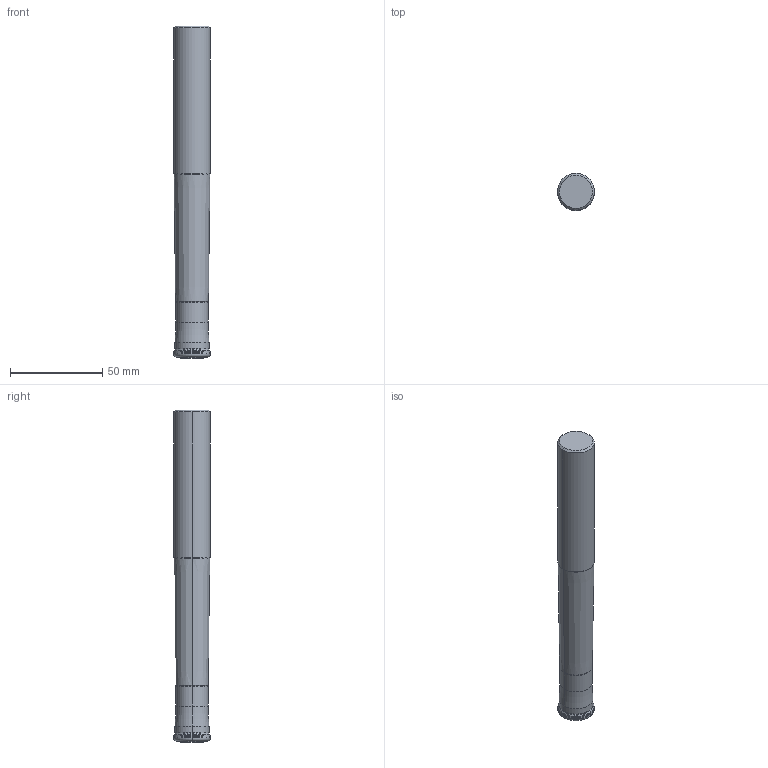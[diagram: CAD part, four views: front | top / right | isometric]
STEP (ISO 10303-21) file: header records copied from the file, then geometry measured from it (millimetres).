
FILE_DESCRIPTION(/* description */ (''),/* implementation_level */ '2;1');
FILE_NAME(/* name */ 'AJX06R203SA20L_MR1_5.stp',/* time_stamp */ '2021-09-08T11:50:01+09:00',/* author */ (''),/* organization */ (''),/* preprocessor_version */ 'ST-DEVELOPER v16',/* originating_system */ 'SIEMENS PLM Software NX 10.0',/* authorisation */ '');
FILE_SCHEMA (('AUTOMOTIVE_DESIGN { 1 0 10303 214 3 1 1 1 }'));
Length unit declared in the file: millimetre
Products named in the file (1): AJX06R203SA20L_MR1_5_ASM
Bounding box: 20 x 20 x 180 mm (x, y, z)
Volume: 52975.2 mm3; surface area: 12188.6 mm2
Topology: 2 solids, 2 shells, 94 faces, 230 edges, 172 vertices
Faces by surface type: torus 28, cone 26, revolution 20, bspline 8, cylinder 8, plane 4
Entity records: 3493 total; most frequent: CARTESIAN_POINT 1135, DIRECTION 506, ORIENTED_EDGE 402, AXIS2_PLACEMENT_3D 223, EDGE_CURVE 201, CIRCLE 146, VERTEX_POINT 111, EDGE_LOOP 96
